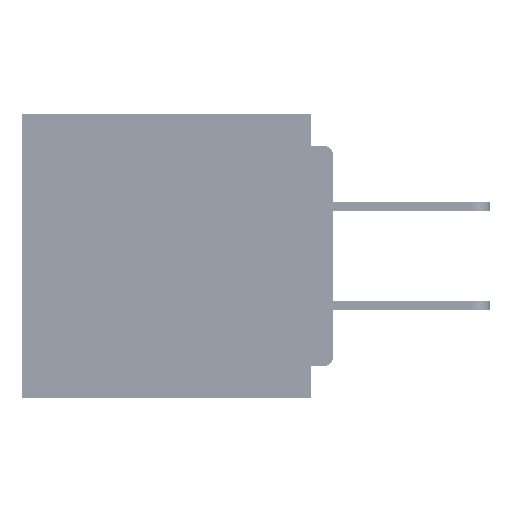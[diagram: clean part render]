
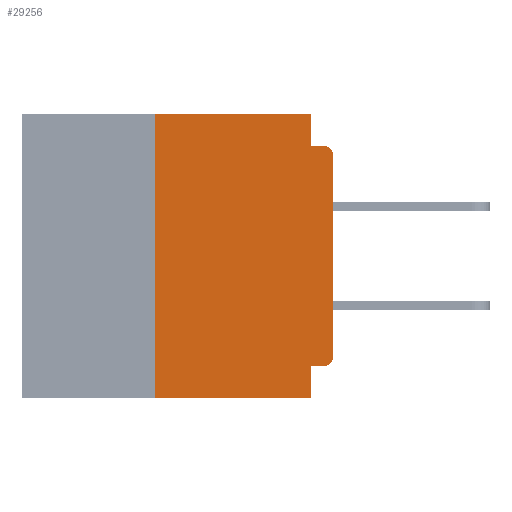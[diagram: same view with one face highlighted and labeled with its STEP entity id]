
A CAD part, left-side view. The second image highlights one B-rep face of the part: STEP entity #29256.
In plain terms, the highlighted planar face has unit normal (-1, 0, 0).
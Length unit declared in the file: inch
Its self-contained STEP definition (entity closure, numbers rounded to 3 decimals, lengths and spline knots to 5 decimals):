
#316 = EDGE_CURVE ( 'NONE', #67207, #6242, #8980, .T. ) ;
#2700 = LINE ( 'NONE', #29199, #13639 ) ;
#2774 = EDGE_CURVE ( 'NONE', #38551, #18174, #17084, .T. ) ;
#3035 = ORIENTED_EDGE ( 'NONE', *, *, #316, .F. ) ;
#3988 = FACE_OUTER_BOUND ( 'NONE', #26718, .T. ) ;
#4723 = VECTOR ( 'NONE', #63859, 39.37008 ) ;
#5004 = VERTEX_POINT ( 'NONE', #20525 ) ;
#5057 = CARTESIAN_POINT ( 'NONE',  ( 0., 0., -0.34 ) ) ;
#6242 = VERTEX_POINT ( 'NONE', #10481 ) ;
#8338 = LINE ( 'NONE', #9619, #47666 ) ;
#8980 = LINE ( 'NONE', #52931, #64069 ) ;
#9619 = CARTESIAN_POINT ( 'NONE',  ( 0., 0.25, -0.4 ) ) ;
#10122 = CARTESIAN_POINT ( 'NONE',  ( 0., 0., -0.045 ) ) ;
#10408 = ORIENTED_EDGE ( 'NONE', *, *, #51258, .T. ) ;
#10481 = CARTESIAN_POINT ( 'NONE',  ( 0., 0.031, -0.355 ) ) ;
#10590 = ORIENTED_EDGE ( 'NONE', *, *, #42989, .T. ) ;
#12664 = CARTESIAN_POINT ( 'NONE',  ( 0., 0.015, -0.045 ) ) ;
#13639 = VECTOR ( 'NONE', #56121, 39.37008 ) ;
#13715 = DIRECTION ( 'NONE',  ( 0., 0., -1. ) ) ;
#15114 = CARTESIAN_POINT ( 'NONE',  ( 0., 0.031, -0.045 ) ) ;
#16681 = VECTOR ( 'NONE', #27214, 39.37008 ) ;
#16828 = DIRECTION ( 'NONE',  ( 0., -1., 0. ) ) ;
#17084 = LINE ( 'NONE', #48913, #42201 ) ;
#17413 = EDGE_CURVE ( 'NONE', #27012, #37670, #19027, .T. ) ;
#17735 = VERTEX_POINT ( 'NONE', #39878 ) ;
#18174 = VERTEX_POINT ( 'NONE', #27121 ) ;
#19027 = LINE ( 'NONE', #58560, #4723 ) ;
#20525 = CARTESIAN_POINT ( 'NONE',  ( 0., 0., -0.06 ) ) ;
#23999 = DIRECTION ( 'NONE',  ( -1., 0., 0. ) ) ;
#25726 = CARTESIAN_POINT ( 'NONE',  ( 0., 0.015, -0.355 ) ) ;
#26594 = CARTESIAN_POINT ( 'NONE',  ( 0., 0.015, -0.06 ) ) ;
#26718 = EDGE_LOOP ( 'NONE', ( #10590, #10408, #67438, #28861, #35261, #34799, #27003, #47621, #3035, #69073 ) ) ;
#27003 = ORIENTED_EDGE ( 'NONE', *, *, #2774, .T. ) ;
#27012 = VERTEX_POINT ( 'NONE', #68927 ) ;
#27121 = CARTESIAN_POINT ( 'NONE',  ( 0., 0.031, -0.4 ) ) ;
#27214 = DIRECTION ( 'NONE',  ( 0., 0., -1. ) ) ;
#28861 = ORIENTED_EDGE ( 'NONE', *, *, #17413, .F. ) ;
#29199 = CARTESIAN_POINT ( 'NONE',  ( 0., 0.437, 0. ) ) ;
#29256 = ADVANCED_FACE ( 'NONE', ( #3988 ), #45790, .F. ) ;
#31952 = DIRECTION ( 'NONE',  ( 0., 0., -1. ) ) ;
#32531 = LINE ( 'NONE', #32587, #16681 ) ;
#32587 = CARTESIAN_POINT ( 'NONE',  ( 0., 0.031, -0.4 ) ) ;
#33206 = CARTESIAN_POINT ( 'NONE',  ( 0., 0.25, -0.4 ) ) ;
#33554 = EDGE_CURVE ( 'NONE', #38551, #17735, #8338, .T. ) ;
#34799 = ORIENTED_EDGE ( 'NONE', *, *, #33554, .F. ) ;
#35261 = ORIENTED_EDGE ( 'NONE', *, *, #36098, .F. ) ;
#35917 = VECTOR ( 'NONE', #51609, 39.37008 ) ;
#36098 = EDGE_CURVE ( 'NONE', #17735, #27012, #2700, .T. ) ;
#37052 = DIRECTION ( 'NONE',  ( 0., 1., 0. ) ) ;
#37670 = VERTEX_POINT ( 'NONE', #15114 ) ;
#38551 = VERTEX_POINT ( 'NONE', #33206 ) ;
#39317 = AXIS2_PLACEMENT_3D ( 'NONE', #56069, #23999, #61404 ) ;
#39878 = CARTESIAN_POINT ( 'NONE',  ( 0., 0.25, 0. ) ) ;
#40413 = CARTESIAN_POINT ( 'NONE',  ( 0., 0.437, 0. ) ) ;
#41876 = CIRCLE ( 'NONE', #39317, 0.015 ) ;
#42201 = VECTOR ( 'NONE', #16828, 39.37008 ) ;
#42989 = EDGE_CURVE ( 'NONE', #59789, #5004, #64257, .T. ) ;
#45790 = PLANE ( 'NONE',  #61405 ) ;
#46079 = VERTEX_POINT ( 'NONE', #12664 ) ;
#46252 = CARTESIAN_POINT ( 'NONE',  ( 0., 0., 0. ) ) ;
#47544 = DIRECTION ( 'NONE',  ( 0., -1., 0. ) ) ;
#47621 = ORIENTED_EDGE ( 'NONE', *, *, #50097, .F. ) ;
#47666 = VECTOR ( 'NONE', #68369, 39.37008 ) ;
#48913 = CARTESIAN_POINT ( 'NONE',  ( 0., 0.437, -0.4 ) ) ;
#49696 = EDGE_CURVE ( 'NONE', #67207, #59789, #41876, .T. ) ;
#50097 = EDGE_CURVE ( 'NONE', #6242, #18174, #32531, .T. ) ;
#51258 = EDGE_CURVE ( 'NONE', #5004, #46079, #69042, .T. ) ;
#51609 = DIRECTION ( 'NONE',  ( 0., 0., 1. ) ) ;
#52931 = CARTESIAN_POINT ( 'NONE',  ( 0., 0., -0.355 ) ) ;
#56069 = CARTESIAN_POINT ( 'NONE',  ( 0., 0.015, -0.34 ) ) ;
#56121 = DIRECTION ( 'NONE',  ( 0., -1., 0. ) ) ;
#56269 = DIRECTION ( 'NONE',  ( 1., 0., 0. ) ) ;
#56834 = LINE ( 'NONE', #10122, #69203 ) ;
#57697 = AXIS2_PLACEMENT_3D ( 'NONE', #26594, #63938, #31952 ) ;
#58560 = CARTESIAN_POINT ( 'NONE',  ( 0., 0.031, 0. ) ) ;
#59789 = VERTEX_POINT ( 'NONE', #5057 ) ;
#61404 = DIRECTION ( 'NONE',  ( 0., 0., -1. ) ) ;
#61405 = AXIS2_PLACEMENT_3D ( 'NONE', #40413, #56269, #13715 ) ;
#63360 = EDGE_CURVE ( 'NONE', #37670, #46079, #56834, .T. ) ;
#63859 = DIRECTION ( 'NONE',  ( 0., 0., -1. ) ) ;
#63938 = DIRECTION ( 'NONE',  ( -1., 0., 0. ) ) ;
#64069 = VECTOR ( 'NONE', #37052, 39.37008 ) ;
#64257 = LINE ( 'NONE', #46252, #35917 ) ;
#67207 = VERTEX_POINT ( 'NONE', #25726 ) ;
#67438 = ORIENTED_EDGE ( 'NONE', *, *, #63360, .F. ) ;
#68369 = DIRECTION ( 'NONE',  ( 0., 0., 1. ) ) ;
#68927 = CARTESIAN_POINT ( 'NONE',  ( 0., 0.031, 0. ) ) ;
#69042 = CIRCLE ( 'NONE', #57697, 0.015 ) ;
#69073 = ORIENTED_EDGE ( 'NONE', *, *, #49696, .T. ) ;
#69203 = VECTOR ( 'NONE', #47544, 39.37008 ) ;
